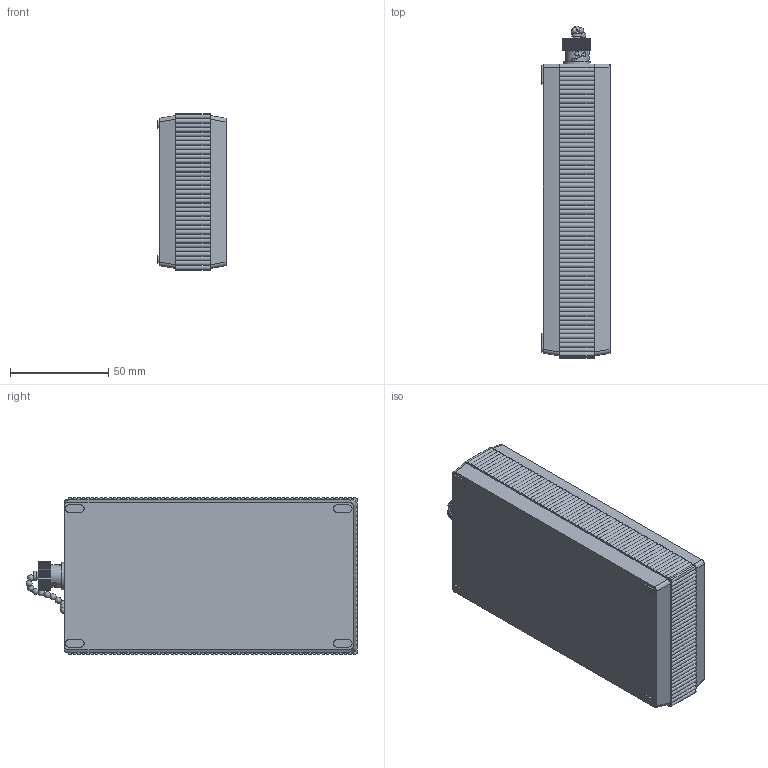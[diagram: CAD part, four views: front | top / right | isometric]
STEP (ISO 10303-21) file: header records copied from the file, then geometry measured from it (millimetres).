
FILE_DESCRIPTION(/* description */ (''),/* implementation_level */ '2;1');
FILE_NAME(/* name */ 'TM1018.stp',/* time_stamp */ '2017-05-05T16:24:00-04:00',/* author */ ('aneininger'),/* organization */ ('CONNECTION TECHNOLOGY CENTER'),/* preprocessor_version */ 'ST-DEVELOPER v16.5',/* originating_system */ 'Autodesk Inventor 2017',/* authorisation */ '');
FILE_SCHEMA (('AUTOMOTIVE_DESIGN { 1 0 10303 214 3 1 1 }'));
Length unit declared in the file: inch
Products named in the file (1): Part7
Bounding box: 35.05 x 168.97 x 79.88 mm (x, y, z)
Volume: 387745.8 mm3; surface area: 44110 mm2
Topology: 1 solids, 1 shells, 1682 faces, 3789 edges, 2131 vertices
Faces by surface type: plane 1085, cylinder 542, bspline 34, sphere 12, torus 9
Full cylindrical faces by diameter (mm): 0.635 x12, 2 x2, 2.743 x3, 2.794 x3, 3.81 x1, 5.08 x1, 9.65 x1, 10.668 x1, 11.303 x1, 12.001 x1, 13.843 x1
Entity records: 47271 total; most frequent: CARTESIAN_POINT 8287, DIRECTION 8058, ORIENTED_EDGE 7434, EDGE_CURVE 3717, AXIS2_PLACEMENT_3D 2774, LINE 2510, VECTOR 2510, VERTEX_POINT 2099
